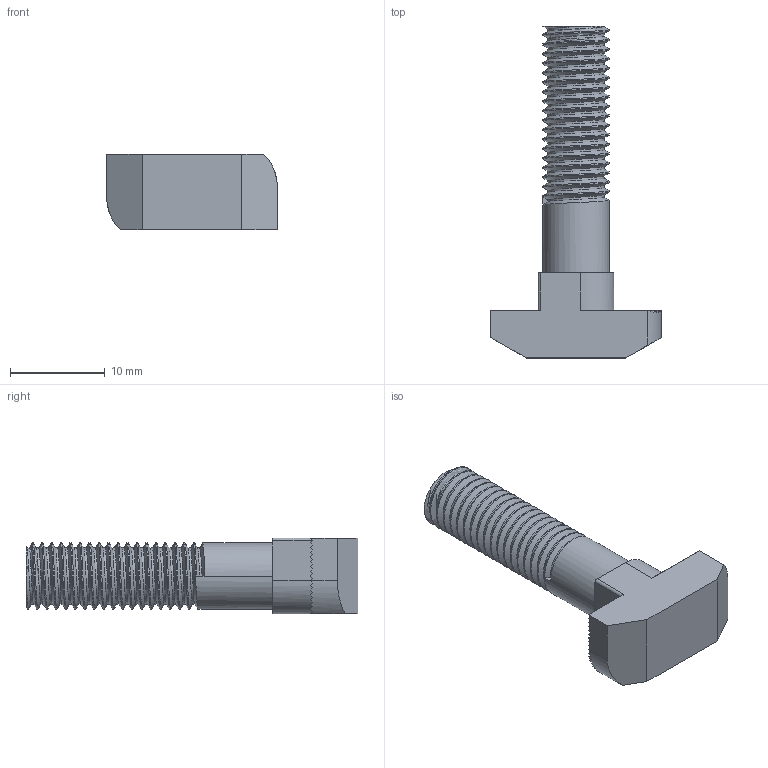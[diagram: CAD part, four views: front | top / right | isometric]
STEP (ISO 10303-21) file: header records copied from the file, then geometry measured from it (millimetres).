
FILE_DESCRIPTION (( 'STEP AP203' ), '1' );
FILE_NAME ('084.301.058.STEP', '2018-03-15T16:07:33', ( '' ), ( '' ), 'SwSTEP 2.0', 'SolidWorks 2016', '' );
FILE_SCHEMA (( 'CONFIG_CONTROL_DESIGN' ));
Length unit declared in the file: millimetre
Products named in the file (1): 084.301.058
Bounding box: 18 x 35 x 8 mm (x, y, z)
Volume: 1755.1 mm3; surface area: 1408.8 mm2
Topology: 1 solids, 1 shells, 155 faces, 450 edges, 298 vertices
Faces by surface type: plane 108, cylinder 44, bspline 3
Entity records: 7925 total; most frequent: CARTESIAN_POINT 4153, ORIENTED_EDGE 900, DIRECTION 650, EDGE_CURVE 450, VERTEX_POINT 298, VECTOR 274, LINE 274, AXIS2_PLACEMENT_3D 188
